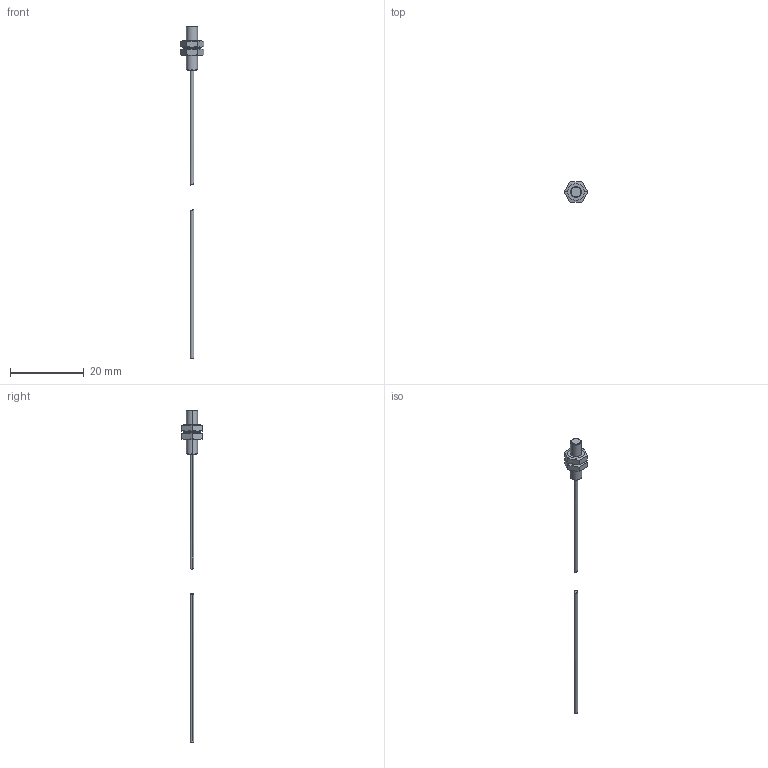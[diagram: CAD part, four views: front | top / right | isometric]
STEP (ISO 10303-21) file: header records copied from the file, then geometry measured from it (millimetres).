
FILE_DESCRIPTION (( 'STEP AP214' ), '1' );
FILE_NAME ('OPT2064.STEP', '2016-02-24T14:36:34', ( '' ), ( '' ), 'SwSTEP 2.0', 'SolidWorks 2014', '' );
FILE_SCHEMA (( 'AUTOMOTIVE_DESIGN' ));
Length unit declared in the file: inch
Products named in the file (3): OPT2064; 1; 2
Assembly tree (2 placements, depth 2):
  OPT2064
    1
    2
Bounding box: 6.35 x 5.5 x 90 mm (x, y, z)
Volume: 206.6 mm3; surface area: 452.8 mm2
Topology: 2 solids, 2 shells, 43 faces, 90 edges, 56 vertices
Faces by surface type: plane 21, cone 12, cylinder 10
Entity records: 1308 total; most frequent: CARTESIAN_POINT 302, DIRECTION 186, ORIENTED_EDGE 180, EDGE_CURVE 90, AXIS2_PLACEMENT_3D 76, VERTEX_POINT 56, EDGE_LOOP 48, FACE_OUTER_BOUND 43
